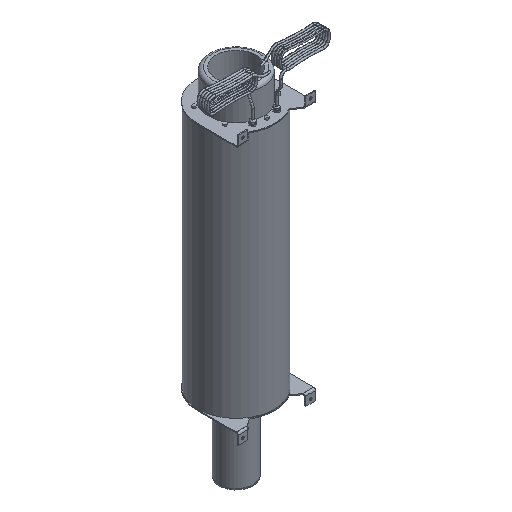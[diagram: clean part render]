
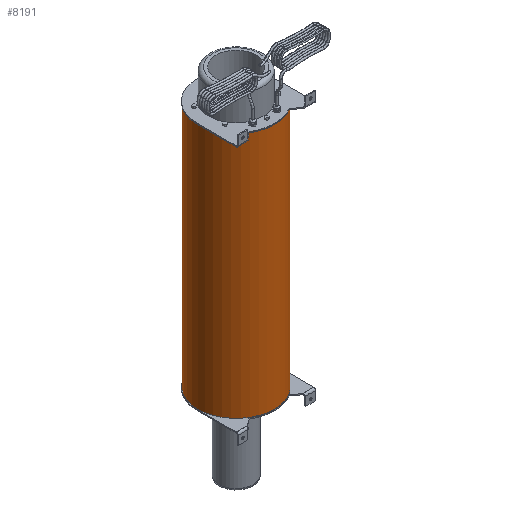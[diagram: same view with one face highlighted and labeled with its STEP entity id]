
A CAD part, isometric view. The second image highlights one B-rep face of the part: STEP entity #8191.
In plain terms, the highlighted cylindrical face has radius 155 mm (diameter 310 mm), a full revolution.
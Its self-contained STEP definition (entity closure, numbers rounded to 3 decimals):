
#218=B_SPLINE_CURVE_WITH_KNOTS($,3,(#12819,#12820,#12821,#12822,#12823,
#12824,#12825,#12826,#12827,#12828),.UNSPECIFIED.,.F.,.F.,(4,2,2,2,4),(1.133,
1.418,1.702,1.985,2.269),
 .UNSPECIFIED.);
#219=B_SPLINE_CURVE_WITH_KNOTS($,3,(#12837,#12838,#12839,#12840,#12841,
#12842,#12843,#12844,#12845,#12846),.UNSPECIFIED.,.F.,.F.,(4,2,2,2,4),(2.269,
2.551,2.834,3.119,3.404),
 .UNSPECIFIED.);
#220=B_SPLINE_CURVE_WITH_KNOTS($,3,(#12857,#12858,#12859,#12860,#12861,
#12862,#12863,#12864,#12865,#12866),.UNSPECIFIED.,.F.,.F.,(4,2,2,2,4),(0.,
0.282,0.565,0.855,1.146),
 .UNSPECIFIED.);
#221=B_SPLINE_CURVE_WITH_KNOTS($,3,(#12873,#12874,#12875,#12876,#12877,
#12878,#12879,#12880,#12881,#12882),.UNSPECIFIED.,.F.,.F.,(4,2,2,2,4),(-1.146,
-0.855,-0.565,-0.282,0.),
 .UNSPECIFIED.);
#638=LINE($,#12833,#1299);
#643=LINE($,#12870,#1304);
#1299=VECTOR($,#9285,105.);
#1304=VECTOR($,#9304,105.);
#2142=FACE_OUTER_BOUND($,#2782,.T.);
#2417=CYLINDRICAL_SURFACE($,#8723,155.);
#2473=FACE_BOUND($,#2783,.T.);
#2474=FACE_BOUND($,#2784,.T.);
#2782=EDGE_LOOP($,(#6396));
#2783=EDGE_LOOP($,(#6397));
#2784=EDGE_LOOP($,(#6398,#6399,#6400,#6401,#6402,#6403,#6404,#6405));
#3109=CIRCLE($,#8536,155.);
#3110=CIRCLE($,#8538,155.);
#3157=CIRCLE($,#8724,155.);
#3158=CIRCLE($,#8725,155.);
#3444=VERTEX_POINT($,#12816);
#3445=VERTEX_POINT($,#12818);
#3446=VERTEX_POINT($,#12831);
#3447=VERTEX_POINT($,#12835);
#3448=VERTEX_POINT($,#12848);
#3449=VERTEX_POINT($,#12852);
#3450=VERTEX_POINT($,#12856);
#3451=VERTEX_POINT($,#12869);
#3674=VERTEX_POINT($,#14591);
#3675=VERTEX_POINT($,#14593);
#4315=EDGE_CURVE($,#3445,#3444,#218,.T.);
#4318=EDGE_CURVE($,#3444,#3446,#638,.T.);
#4320=EDGE_CURVE($,#3446,#3447,#219,.T.);
#4322=EDGE_CURVE($,#3447,#3448,#3109,.T.);
#4323=EDGE_CURVE($,#3449,#3445,#3110,.T.);
#4325=EDGE_CURVE($,#3450,#3449,#220,.T.);
#4327=EDGE_CURVE($,#3451,#3450,#643,.T.);
#4329=EDGE_CURVE($,#3448,#3451,#221,.T.);
#4663=EDGE_CURVE($,#3674,#3674,#3157,.T.);
#4664=EDGE_CURVE($,#3675,#3675,#3158,.T.);
#6396=ORIENTED_EDGE($,*,*,#4663,.F.);
#6397=ORIENTED_EDGE($,*,*,#4664,.F.);
#6398=ORIENTED_EDGE($,*,*,#4315,.T.);
#6399=ORIENTED_EDGE($,*,*,#4318,.T.);
#6400=ORIENTED_EDGE($,*,*,#4320,.T.);
#6401=ORIENTED_EDGE($,*,*,#4322,.T.);
#6402=ORIENTED_EDGE($,*,*,#4329,.T.);
#6403=ORIENTED_EDGE($,*,*,#4327,.T.);
#6404=ORIENTED_EDGE($,*,*,#4325,.T.);
#6405=ORIENTED_EDGE($,*,*,#4323,.T.);
#8191=ADVANCED_FACE($,(#2142,#2473,#2474),#2417,.T.);
#8536=AXIS2_PLACEMENT_3D($,#12850,#9292,#9293);
#8538=AXIS2_PLACEMENT_3D($,#12853,#9296,#9297);
#8723=AXIS2_PLACEMENT_3D($,#14590,#9855,#9856);
#8724=AXIS2_PLACEMENT_3D($,#14592,#9857,#9858);
#8725=AXIS2_PLACEMENT_3D($,#14594,#9859,#9860);
#9285=DIRECTION($,(0.,0.,1.));
#9292=DIRECTION('center_axis',(0.,0.,
1.));
#9293=DIRECTION('ref_axis',(1.,0.,0.));
#9296=DIRECTION('center_axis',(0.,0.,
-1.));
#9297=DIRECTION('ref_axis',(1.,0.,0.));
#9304=DIRECTION($,(0.,0.,-1.));
#9855=DIRECTION('center_axis',(0.,0.,-1.));
#9856=DIRECTION('ref_axis',(1.,0.,0.));
#9857=DIRECTION('center_axis',(0.,0.,1.));
#9858=DIRECTION('ref_axis',(1.,0.,0.));
#9859=DIRECTION('center_axis',(0.,0.,-1.));
#9860=DIRECTION('ref_axis',(1.,0.,0.));
#12816=CARTESIAN_POINT('',(26.,152.804,-561.974));
#12818=CARTESIAN_POINT('',(18.5,153.892,-569.474));
#12819=CARTESIAN_POINT('Ctrl Pts',(18.5,153.892,-569.474));
#12820=CARTESIAN_POINT('Ctrl Pts',(19.442,153.779,-569.474));
#12821=CARTESIAN_POINT('Ctrl Pts',(20.446,153.648,-569.286));
#12822=CARTESIAN_POINT('Ctrl Pts',(22.293,153.391,-568.521));
#12823=CARTESIAN_POINT('Ctrl Pts',(23.137,153.265,-567.945));
#12824=CARTESIAN_POINT('Ctrl Pts',(24.467,153.058,-566.614));
#12825=CARTESIAN_POINT('Ctrl Pts',(25.045,152.964,-565.772));
#12826=CARTESIAN_POINT('Ctrl Pts',(25.811,152.836,-563.925));
#12827=CARTESIAN_POINT('Ctrl Pts',(26.,152.804,-562.919));
#12828=CARTESIAN_POINT('Ctrl Pts',(26.,152.804,-561.974));
#12831=CARTESIAN_POINT('',(26.,152.804,-456.974));
#12833=CARTESIAN_POINT($,(26.,152.804,0.));
#12835=CARTESIAN_POINT('',(18.5,153.892,-449.474));
#12837=CARTESIAN_POINT('Ctrl Pts',(26.,152.804,-456.974));
#12838=CARTESIAN_POINT('Ctrl Pts',(26.,152.804,-456.033));
#12839=CARTESIAN_POINT('Ctrl Pts',(25.812,152.836,-455.029));
#12840=CARTESIAN_POINT('Ctrl Pts',(25.049,152.963,-453.185));
#12841=CARTESIAN_POINT('Ctrl Pts',(24.475,153.057,-452.345));
#12842=CARTESIAN_POINT('Ctrl Pts',(23.147,153.263,-451.012));
#12843=CARTESIAN_POINT('Ctrl Pts',(22.302,153.39,-450.432));
#12844=CARTESIAN_POINT('Ctrl Pts',(20.451,153.648,-449.664));
#12845=CARTESIAN_POINT('Ctrl Pts',(19.445,153.778,-449.474));
#12846=CARTESIAN_POINT('Ctrl Pts',(18.5,153.892,-449.474));
#12848=CARTESIAN_POINT('',(-32.5,151.555,-449.474));
#12850=CARTESIAN_POINT('Origin',(0.,0.,-449.474));
#12852=CARTESIAN_POINT('',(-32.5,151.555,-569.474));
#12853=CARTESIAN_POINT('Origin',(0.,0.,-569.474));
#12856=CARTESIAN_POINT('',(-40.,149.75,-561.974));
#12857=CARTESIAN_POINT('Ctrl Pts',(-40.,149.75,-561.974));
#12858=CARTESIAN_POINT('Ctrl Pts',(-40.,149.75,-562.916));
#12859=CARTESIAN_POINT('Ctrl Pts',(-39.811,149.801,-563.917));
#12860=CARTESIAN_POINT('Ctrl Pts',(-39.053,150.,-565.754));
#12861=CARTESIAN_POINT('Ctrl Pts',(-38.484,150.148,-566.59));
#12862=CARTESIAN_POINT('Ctrl Pts',(-37.161,150.481,-567.927));
#12863=CARTESIAN_POINT('Ctrl Pts',(-36.313,150.689,-568.511));
#12864=CARTESIAN_POINT('Ctrl Pts',(-34.456,151.125,-569.284));
#12865=CARTESIAN_POINT('Ctrl Pts',(-33.447,151.351,-569.474));
#12866=CARTESIAN_POINT('Ctrl Pts',(-32.5,151.555,-569.474));
#12869=CARTESIAN_POINT('',(-40.,149.75,-456.974));
#12870=CARTESIAN_POINT($,(-40.,149.75,0.));
#12873=CARTESIAN_POINT('Ctrl Pts',(-32.5,151.555,-449.474));
#12874=CARTESIAN_POINT('Ctrl Pts',(-33.447,151.351,-449.474));
#12875=CARTESIAN_POINT('Ctrl Pts',(-34.456,151.125,-449.664));
#12876=CARTESIAN_POINT('Ctrl Pts',(-36.313,150.689,-450.438));
#12877=CARTESIAN_POINT('Ctrl Pts',(-37.161,150.481,-451.022));
#12878=CARTESIAN_POINT('Ctrl Pts',(-38.484,150.148,-452.359));
#12879=CARTESIAN_POINT('Ctrl Pts',(-39.053,150.,-453.195));
#12880=CARTESIAN_POINT('Ctrl Pts',(-39.811,149.801,-455.032));
#12881=CARTESIAN_POINT('Ctrl Pts',(-40.,149.75,-456.033));
#12882=CARTESIAN_POINT('Ctrl Pts',(-40.,149.75,-456.974));
#14590=CARTESIAN_POINT('Origin',(0.,0.,0.));
#14591=CARTESIAN_POINT('',(-155.,0.,0.));
#14592=CARTESIAN_POINT('Origin',(0.,0.,0.));
#14593=CARTESIAN_POINT('',(-155.,0.,-1000.));
#14594=CARTESIAN_POINT('Origin',(0.,0.,-1000.));
